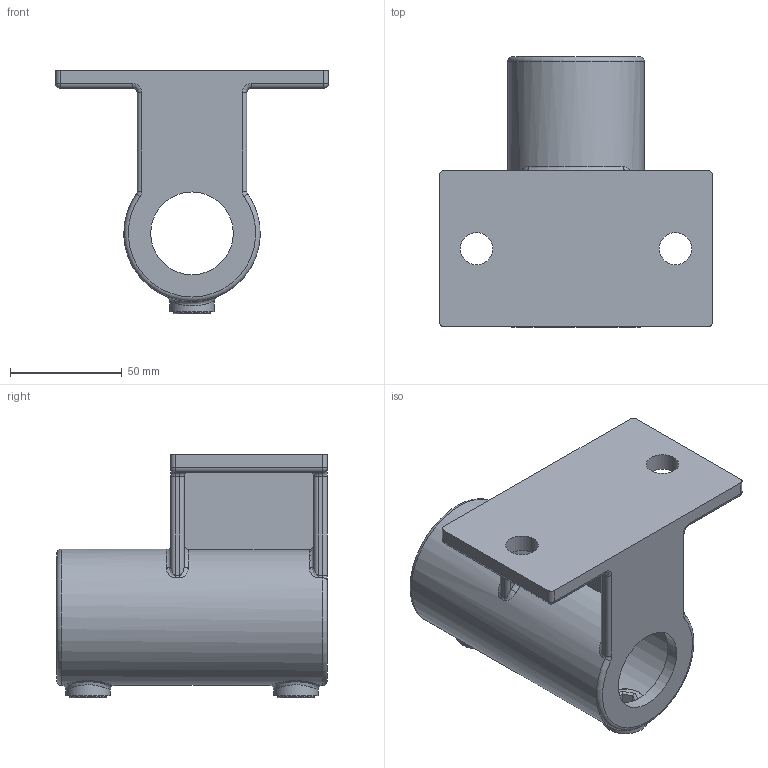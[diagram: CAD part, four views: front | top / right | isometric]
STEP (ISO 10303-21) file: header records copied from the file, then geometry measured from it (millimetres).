
FILE_DESCRIPTION (( 'STEP AP203' ), '1' );
FILE_NAME ('145-D48.STEP', '2024-01-30T11:00:22', ( '' ), ( '' ), 'SwSTEP 2.0', 'SolidWorks 2018', '' );
FILE_SCHEMA (( 'CONFIG_CONTROL_DESIGN' ));
Length unit declared in the file: millimetre
Products named in the file (3): 145-D48; 145-D48 Teil1_145-D48 Teil1; 145-D48 Teil2_145-D48 Teil2
Assembly tree (3 placements, depth 2):
  145-D48
    145-D48 Teil1_145-D48 Teil1
    145-D48 Teil2_145-D48 Teil2  x2
Bounding box: 122 x 121 x 109 mm (x, y, z)
Volume: 214912.3 mm3; surface area: 78855.7 mm2
Topology: 3 solids, 3 shells, 135 faces, 312 edges, 180 vertices
Faces by surface type: cylinder 65, plane 37, torus 21, bspline 8, sphere 4
Full cylindrical faces by diameter (mm): 14.5 x2, 15.25 x2, 16.5 x2, 20 x2, 37 x1, 51 x1, 61 x1
Entity records: 4951 total; most frequent: CARTESIAN_POINT 2196, DIRECTION 528, ORIENTED_EDGE 478, EDGE_CURVE 239, AXIS2_PLACEMENT_3D 213, VERTEX_POINT 147, EDGE_LOOP 140, FACE_OUTER_BOUND 127
